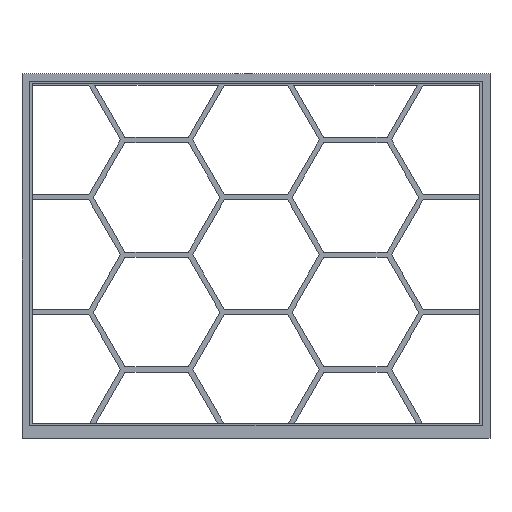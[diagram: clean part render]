
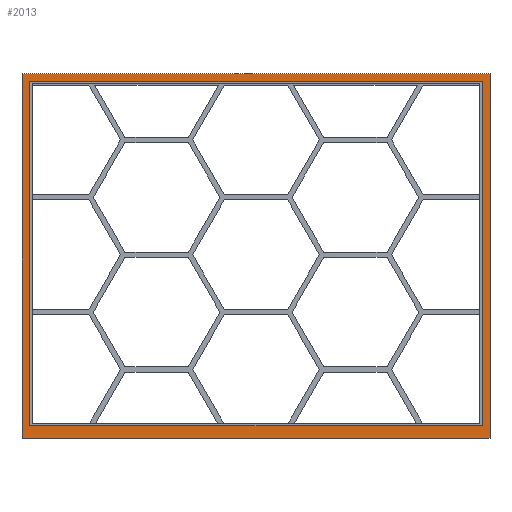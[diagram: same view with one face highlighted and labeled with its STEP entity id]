
A CAD part, top view. The second image highlights one B-rep face of the part: STEP entity #2013.
In plain terms, the highlighted planar face has unit normal (0, 0, 1).
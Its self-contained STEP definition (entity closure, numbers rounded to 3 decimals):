
#13=FACE_BOUND($,#134,.T.);
#14=FACE_BOUND($,#135,.T.);
#134=EDGE_LOOP($,(#1345,#1346,#1347,#1348));
#135=EDGE_LOOP($,(#1349,#1350,#1351,#1352));
#267=LINE($,#2716,#561);
#268=LINE($,#2718,#562);
#269=LINE($,#2720,#563);
#270=LINE($,#2721,#564);
#271=LINE($,#2724,#565);
#272=LINE($,#2726,#566);
#273=LINE($,#2728,#567);
#274=LINE($,#2729,#568);
#561=VECTOR($,#2221,177.5);
#562=VECTOR($,#2222,135.);
#563=VECTOR($,#2223,177.5);
#564=VECTOR($,#2224,135.);
#565=VECTOR($,#2225,183.5);
#566=VECTOR($,#2226,143.);
#567=VECTOR($,#2227,183.5);
#568=VECTOR($,#2228,143.);
#855=VERTEX_POINT($,#2714);
#856=VERTEX_POINT($,#2715);
#857=VERTEX_POINT($,#2717);
#858=VERTEX_POINT($,#2719);
#859=VERTEX_POINT($,#2722);
#860=VERTEX_POINT($,#2723);
#861=VERTEX_POINT($,#2725);
#862=VERTEX_POINT($,#2727);
#1051=EDGE_CURVE($,#855,#856,#267,.T.);
#1052=EDGE_CURVE($,#856,#857,#268,.T.);
#1053=EDGE_CURVE($,#857,#858,#269,.T.);
#1054=EDGE_CURVE($,#858,#855,#270,.T.);
#1055=EDGE_CURVE($,#859,#860,#271,.T.);
#1056=EDGE_CURVE($,#860,#861,#272,.T.);
#1057=EDGE_CURVE($,#861,#862,#273,.T.);
#1058=EDGE_CURVE($,#862,#859,#274,.T.);
#1345=ORIENTED_EDGE($,*,*,#1051,.T.);
#1346=ORIENTED_EDGE($,*,*,#1052,.T.);
#1347=ORIENTED_EDGE($,*,*,#1053,.T.);
#1348=ORIENTED_EDGE($,*,*,#1054,.T.);
#1349=ORIENTED_EDGE($,*,*,#1055,.T.);
#1350=ORIENTED_EDGE($,*,*,#1056,.T.);
#1351=ORIENTED_EDGE($,*,*,#1057,.T.);
#1352=ORIENTED_EDGE($,*,*,#1058,.T.);
#1920=PLANE($,#2109);
#2013=ADVANCED_FACE($,(#13,#14),#1920,.T.);
#2109=AXIS2_PLACEMENT_3D($,#2713,#2219,#2220);
#2219=DIRECTION('center_axis',(0.,0.,1.));
#2220=DIRECTION('ref_axis',(1.,0.,0.));
#2221=DIRECTION($,(-1.,0.,0.));
#2222=DIRECTION($,(0.,1.,0.));
#2223=DIRECTION($,(1.,0.,0.));
#2224=DIRECTION($,(0.,-1.,0.));
#2225=DIRECTION($,(1.,0.,0.));
#2226=DIRECTION($,(0.,1.,0.));
#2227=DIRECTION($,(-1.,0.,0.));
#2228=DIRECTION($,(0.,-1.,0.));
#2713=CARTESIAN_POINT('Origin',(91.75,71.5,3.));
#2714=CARTESIAN_POINT('',(180.5,5.,3.));
#2715=CARTESIAN_POINT('',(3.,5.,3.));
#2716=CARTESIAN_POINT($,(135.625,5.,3.));
#2717=CARTESIAN_POINT('',(3.,140.,3.));
#2718=CARTESIAN_POINT($,(3.,105.75,3.));
#2719=CARTESIAN_POINT('',(180.5,140.,3.));
#2720=CARTESIAN_POINT($,(47.875,140.,3.));
#2721=CARTESIAN_POINT($,(180.5,38.25,3.));
#2722=CARTESIAN_POINT('',(0.,0.,3.));
#2723=CARTESIAN_POINT('',(183.5,0.,3.));
#2724=CARTESIAN_POINT($,(0.,0.,3.));
#2725=CARTESIAN_POINT('',(183.5,143.,3.));
#2726=CARTESIAN_POINT($,(183.5,0.,3.));
#2727=CARTESIAN_POINT('',(0.,143.,3.));
#2728=CARTESIAN_POINT($,(183.5,143.,3.));
#2729=CARTESIAN_POINT($,(0.,143.,3.));
